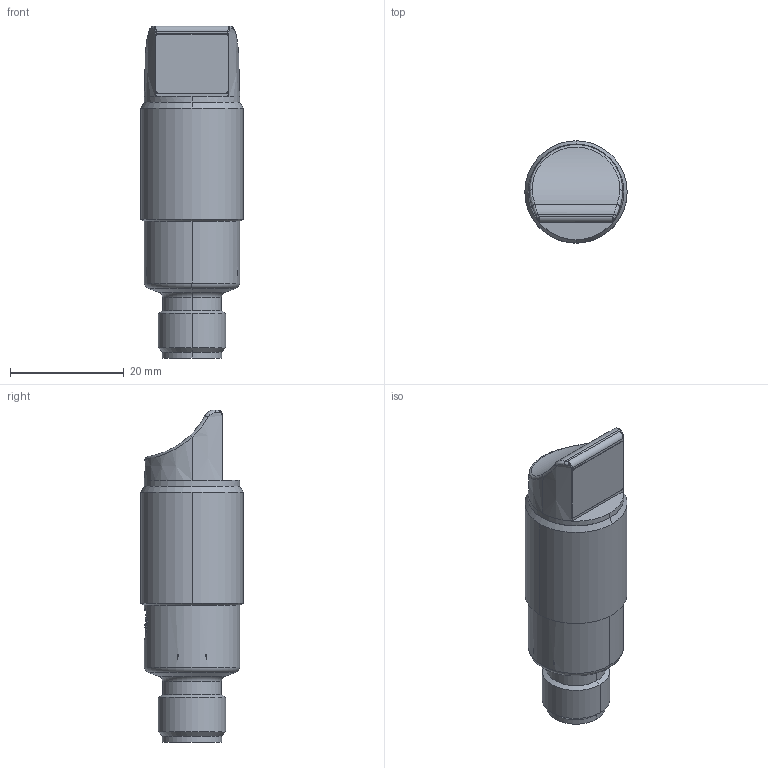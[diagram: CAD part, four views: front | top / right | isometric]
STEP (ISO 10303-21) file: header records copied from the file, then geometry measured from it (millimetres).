
FILE_DESCRIPTION((''),'2;1');
FILE_NAME('043','2021-02-01T14:39:02',('axu'),(''),'CREO PARAMETRIC BY PTC INC, 2019292','CREO PARAMETRIC BY PTC INC, 2019292','');
FILE_SCHEMA(('CONFIG_CONTROL_DESIGN','SHAPE_APPEARANCE_LAYERS_GROUPS'));
Length unit declared in the file: millimetre
Products named in the file (1): 043
Bounding box: 18 x 18 x 58.44 mm (x, y, z)
Volume: 10479.8 mm3; surface area: 3758 mm2
Topology: 1 solids, 1 shells, 302 faces, 755 edges, 472 vertices
Faces by surface type: plane 94, cylinder 82, bspline 49, cone 34, torus 31, sphere 12
Entity records: 14563 total; most frequent: CARTESIAN_POINT 4008, ORIENTED_EDGE 1490, DIRECTION 1383, EDGE_CURVE 745, FILL_AREA_STYLE_COLOUR 590, FILL_AREA_STYLE 590, SURFACE_STYLE_FILL_AREA 590, SURFACE_SIDE_STYLE 590
